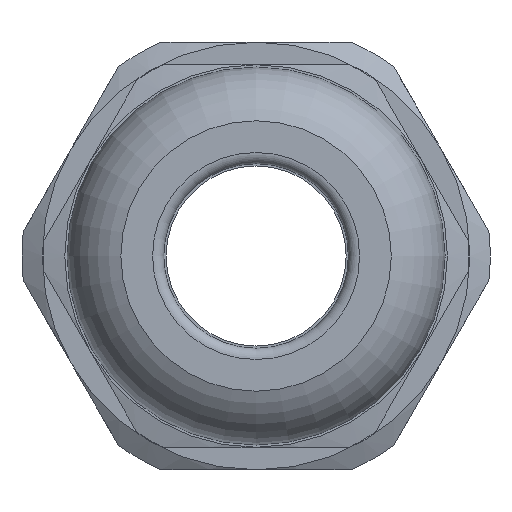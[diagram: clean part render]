
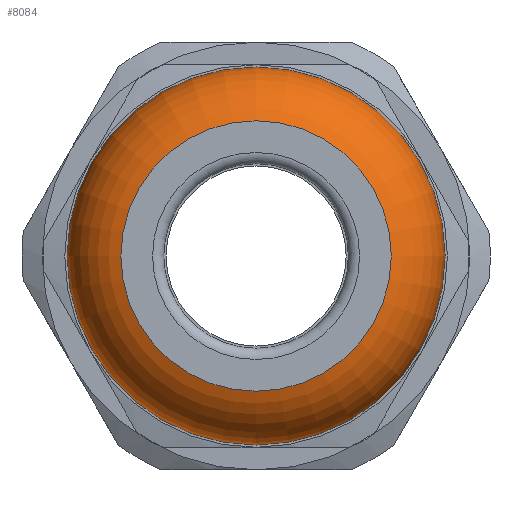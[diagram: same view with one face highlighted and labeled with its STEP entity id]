
A CAD part, left-side view. The second image highlights one B-rep face of the part: STEP entity #8084.
In plain terms, the highlighted toroidal (fillet/blend) face has major radius 4.9 mm and minor radius 3.5 mm.
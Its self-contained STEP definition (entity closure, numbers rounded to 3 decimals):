
#95=TOROIDAL_SURFACE('',#8923,4.9,3.5);
#1634=FACE_BOUND('',#2536,.T.);
#2044=FACE_OUTER_BOUND('',#2535,.T.);
#2535=EDGE_LOOP('',(#6930));
#2536=EDGE_LOOP('',(#6931));
#2991=CIRCLE('',#8878,6.008);
#3014=CIRCLE('',#8924,8.4);
#3714=VERTEX_POINT('',#14031);
#3751=VERTEX_POINT('',#14198);
#4806=EDGE_CURVE('',#3714,#3714,#2991,.T.);
#4865=EDGE_CURVE('',#3751,#3751,#3014,.T.);
#6930=ORIENTED_EDGE('',*,*,#4865,.F.);
#6931=ORIENTED_EDGE('',*,*,#4806,.T.);
#8084=ADVANCED_FACE('',(#2044,#1634),#95,.T.);
#8878=AXIS2_PLACEMENT_3D('',#14032,#10993,#10994);
#8923=AXIS2_PLACEMENT_3D('',#14197,#11095,#11096);
#8924=AXIS2_PLACEMENT_3D('',#14199,#11097,#11098);
#10993=DIRECTION('center_axis',(1.,0.,0.));
#10994=DIRECTION('ref_axis',(0.,0.,-1.));
#11095=DIRECTION('center_axis',(1.,0.,0.));
#11096=DIRECTION('ref_axis',(0.,0.,-1.));
#11097=DIRECTION('center_axis',(1.,0.,0.));
#11098=DIRECTION('ref_axis',(0.,0.,-1.));
#14031=CARTESIAN_POINT('',(0.,6.008,0.));
#14032=CARTESIAN_POINT('Origin',(0.,0.,0.));
#14197=CARTESIAN_POINT('Origin',(3.32,0.,0.));
#14198=CARTESIAN_POINT('',(3.32,8.4,0.));
#14199=CARTESIAN_POINT('Origin',(3.32,0.,0.));
